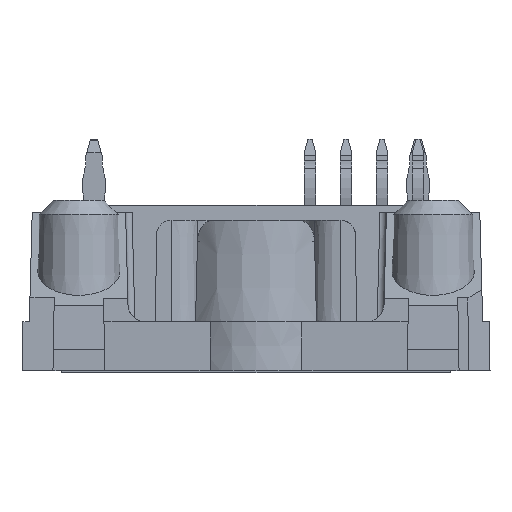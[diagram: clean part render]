
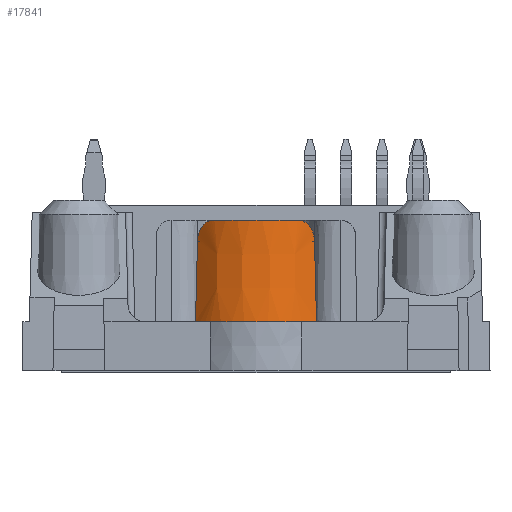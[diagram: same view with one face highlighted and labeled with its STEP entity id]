
A CAD part, left-side view. The second image highlights one B-rep face of the part: STEP entity #17841.
In plain terms, the highlighted conical face has half-angle 1 degrees and reference radius 5.5 mm.
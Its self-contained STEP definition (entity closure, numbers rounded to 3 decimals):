
#22=B_SPLINE_CURVE_WITH_KNOTS('',3,(#23833,#23834,#23835,#23836,#23837),
 .UNSPECIFIED.,.F.,.F.,(4,1,4),(0.,0.001,0.002),
 .UNSPECIFIED.);
#23=B_SPLINE_CURVE_WITH_KNOTS('',3,(#23847,#23848,#23849,#23850,#23851),
 .UNSPECIFIED.,.F.,.F.,(4,1,4),(0.,0.001,0.002),
 .UNSPECIFIED.);
#29=B_SPLINE_CURVE_WITH_KNOTS('',3,(#24013,#24014,#24015,#24016),
 .UNSPECIFIED.,.F.,.F.,(4,4),(0.,0.006),.UNSPECIFIED.);
#32=B_SPLINE_CURVE_WITH_KNOTS('',3,(#24034,#24035,#24036,#24037),
 .UNSPECIFIED.,.F.,.F.,(4,4),(0.,0.006),.UNSPECIFIED.);
#294=CONICAL_SURFACE('',#18630,5.5,0.017);
#336=CIRCLE('',#18571,5.377);
#359=CIRCLE('',#18631,5.5);
#360=CIRCLE('',#18632,5.5);
#361=CIRCLE('',#18633,5.5);
#1060=ORIENTED_EDGE('',*,*,#4862,.T.);
#1061=ORIENTED_EDGE('',*,*,#4863,.F.);
#1062=ORIENTED_EDGE('',*,*,#4864,.F.);
#1063=ORIENTED_EDGE('',*,*,#4865,.F.);
#1064=ORIENTED_EDGE('',*,*,#4856,.F.);
#1065=ORIENTED_EDGE('',*,*,#4789,.F.);
#1066=ORIENTED_EDGE('',*,*,#4786,.T.);
#1067=ORIENTED_EDGE('',*,*,#4784,.F.);
#4784=EDGE_CURVE('',#6712,#6713,#22,.T.);
#4786=EDGE_CURVE('',#6714,#6713,#336,.F.);
#4789=EDGE_CURVE('',#6714,#6716,#23,.T.);
#4856=EDGE_CURVE('',#6716,#6766,#29,.T.);
#4862=EDGE_CURVE('',#6712,#6769,#32,.T.);
#4863=EDGE_CURVE('',#6770,#6769,#359,.T.);
#4864=EDGE_CURVE('',#6771,#6770,#360,.T.);
#4865=EDGE_CURVE('',#6766,#6771,#361,.T.);
#6712=VERTEX_POINT('',#23832);
#6713=VERTEX_POINT('',#23838);
#6714=VERTEX_POINT('',#23842);
#6716=VERTEX_POINT('',#23852);
#6766=VERTEX_POINT('',#24017);
#6769=VERTEX_POINT('',#24033);
#6770=VERTEX_POINT('',#24040);
#6771=VERTEX_POINT('',#24042);
#10740=EDGE_LOOP('',(#1060,#1061,#1062,#1063,#1064,#1065,#1066,#1067));
#11550=FACE_BOUND('',#10740,.T.);
#17841=ADVANCED_FACE('',(#11550),#294,.T.);
#18571=AXIS2_PLACEMENT_3D('',#23841,#19922,#19923);
#18630=AXIS2_PLACEMENT_3D('',#24038,#20076,#20077);
#18631=AXIS2_PLACEMENT_3D('',#24039,#20078,#20079);
#18632=AXIS2_PLACEMENT_3D('',#24041,#20080,#20081);
#18633=AXIS2_PLACEMENT_3D('',#24043,#20082,#20083);
#19922=DIRECTION('',(0.,0.,1.));
#19923=DIRECTION('',(1.,0.,0.));
#20076=DIRECTION('',(0.,0.,-1.));
#20077=DIRECTION('',(-1.,0.,0.));
#20078=DIRECTION('',(0.,0.,-1.));
#20079=DIRECTION('',(-1.,0.,0.));
#20080=DIRECTION('',(0.,0.,-1.));
#20081=DIRECTION('',(-1.,0.,0.));
#20082=DIRECTION('',(0.,0.,-1.));
#20083=DIRECTION('',(-1.,0.,0.));
#23832=CARTESIAN_POINT('',(-31.061,4.063,8.976));
#23833=CARTESIAN_POINT('',(-31.061,4.063,8.976));
#23834=CARTESIAN_POINT('',(-31.061,4.054,9.372));
#23835=CARTESIAN_POINT('',(-31.318,3.829,10.144));
#23836=CARTESIAN_POINT('',(-31.821,3.224,10.45));
#23837=CARTESIAN_POINT('',(-32.034,2.89,10.45));
#23838=CARTESIAN_POINT('',(-32.034,2.89,10.45));
#23841=CARTESIAN_POINT('',(-27.5,0.,10.45));
#23842=CARTESIAN_POINT('',(-32.034,-2.89,10.45));
#23847=CARTESIAN_POINT('',(-32.034,-2.89,10.45));
#23848=CARTESIAN_POINT('',(-31.821,-3.224,10.45));
#23849=CARTESIAN_POINT('',(-31.319,-3.827,10.146));
#23850=CARTESIAN_POINT('',(-31.061,-4.054,9.372));
#23851=CARTESIAN_POINT('',(-31.061,-4.063,8.976));
#23852=CARTESIAN_POINT('',(-31.061,-4.063,8.976));
#24013=CARTESIAN_POINT('',(-31.061,-4.063,8.976));
#24014=CARTESIAN_POINT('',(-31.057,-4.11,7.117));
#24015=CARTESIAN_POINT('',(-31.053,-4.156,5.259));
#24016=CARTESIAN_POINT('',(-31.049,-4.201,3.4));
#24017=CARTESIAN_POINT('',(-31.049,-4.201,3.4));
#24033=CARTESIAN_POINT('',(-31.049,4.201,3.4));
#24034=CARTESIAN_POINT('',(-31.061,4.063,8.976));
#24035=CARTESIAN_POINT('',(-31.057,4.11,7.117));
#24036=CARTESIAN_POINT('',(-31.053,4.156,5.259));
#24037=CARTESIAN_POINT('',(-31.049,4.201,3.4));
#24038=CARTESIAN_POINT('',(-27.5,0.,3.4));
#24039=CARTESIAN_POINT('',(-27.5,0.,3.4));
#24040=CARTESIAN_POINT('',(-32.,3.162,3.4));
#24041=CARTESIAN_POINT('',(-27.5,0.,3.4));
#24042=CARTESIAN_POINT('',(-32.,-3.162,3.4));
#24043=CARTESIAN_POINT('',(-27.5,0.,3.4));
